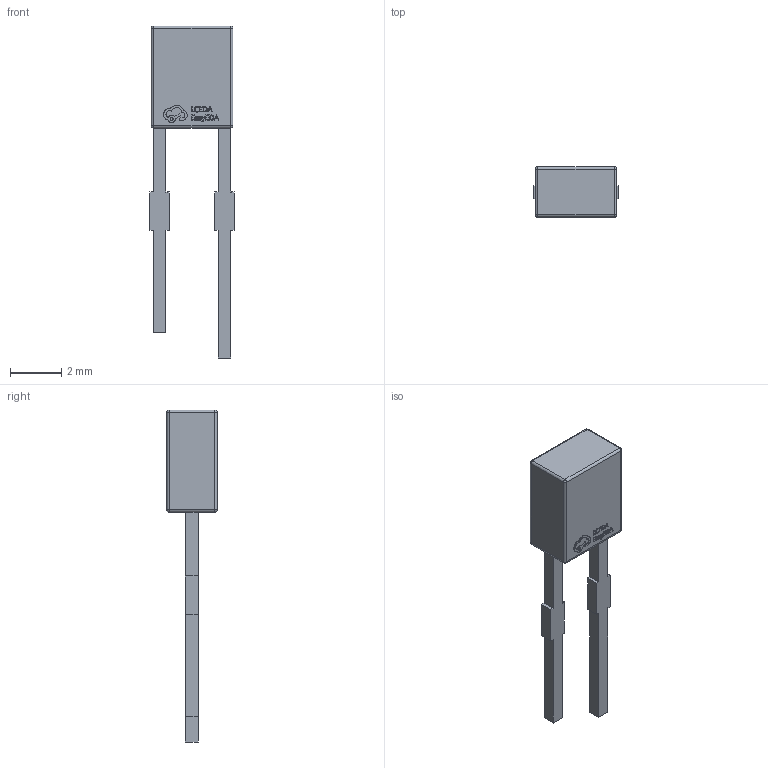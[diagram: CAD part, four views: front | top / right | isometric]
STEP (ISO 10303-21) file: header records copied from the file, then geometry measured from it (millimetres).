
FILE_DESCRIPTION (( 'STEP AP214' ), '1' );
FILE_NAME ('LED-TH_L3.2-W2.0-P2.54-RD.STEP', '2022-08-20T14:53:04', ( '' ), ( '' ), 'SwSTEP 2.0', 'SolidWorks 2020', '' );
FILE_SCHEMA (( 'AUTOMOTIVE_DESIGN' ));
Length unit declared in the file: millimetre
Products named in the file (1): LED-TH_L3.2-W2.0-P2.54-RD
Bounding box: 3.29 x 1.99 x 13 mm (x, y, z)
Volume: 29.9 mm3; surface area: 88.7 mm2
Topology: 1 solids, 1 shells, 276 faces, 749 edges, 486 vertices
Faces by surface type: plane 158, bspline 98, cylinder 12, sphere 8
Entity records: 12123 total; most frequent: CARTESIAN_POINT 2810, ORIENTED_EDGE 1482, DIRECTION 927, EDGE_CURVE 741, VECTOR 513, LINE 513, VERTEX_POINT 486, EDGE_LOOP 295
